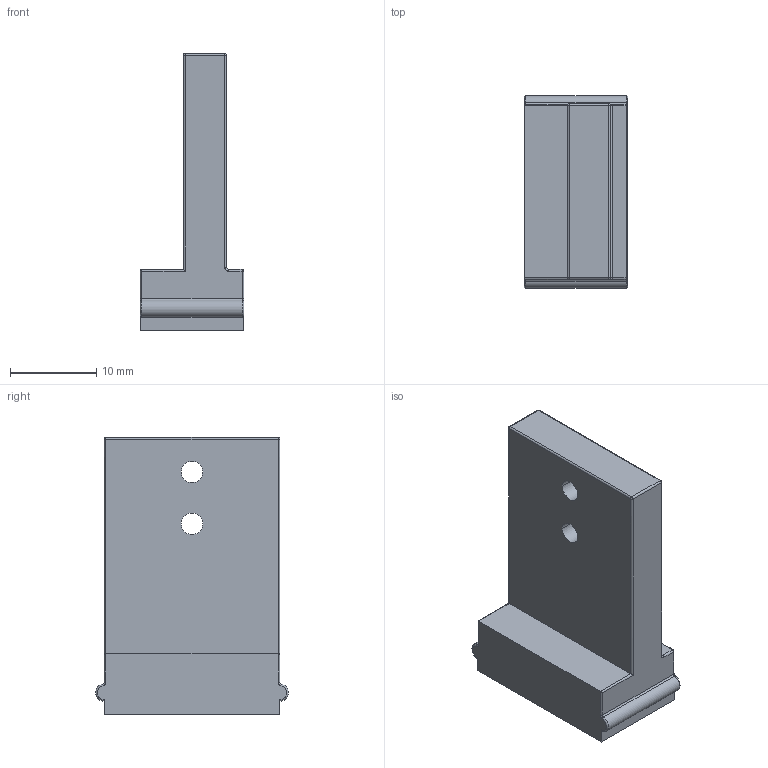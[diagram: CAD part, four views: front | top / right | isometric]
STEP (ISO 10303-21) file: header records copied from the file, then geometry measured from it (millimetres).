
FILE_DESCRIPTION (( 'STEP AP203' ), '1' );
FILE_NAME ('Arm_Default_sldprt.STEP', '2021-12-10T18:16:25', ( 'China' ), ( 'Home' ), 'SwSTEP 2.0', 'SolidWorks 2020', '' );
FILE_SCHEMA (( 'CONFIG_CONTROL_DESIGN' ));
Length unit declared in the file: inch
Products named in the file (1): Arm_Default_sldprt
Bounding box: 12 x 22.32 x 32.08 mm (x, y, z)
Volume: 4253.5 mm3; surface area: 2282.4 mm2
Topology: 1 solids, 1 shells, 54 faces, 128 edges, 70 vertices
Faces by surface type: cylinder 26, plane 12, torus 10, sphere 6
Entity records: 1583 total; most frequent: DIRECTION 290, CARTESIAN_POINT 259, ORIENTED_EDGE 244, EDGE_CURVE 122, AXIS2_PLACEMENT_3D 117, VERTEX_POINT 70, CIRCLE 62, EDGE_LOOP 58
